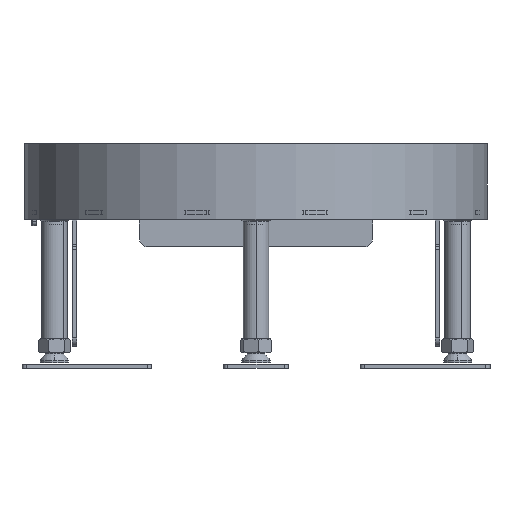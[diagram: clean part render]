
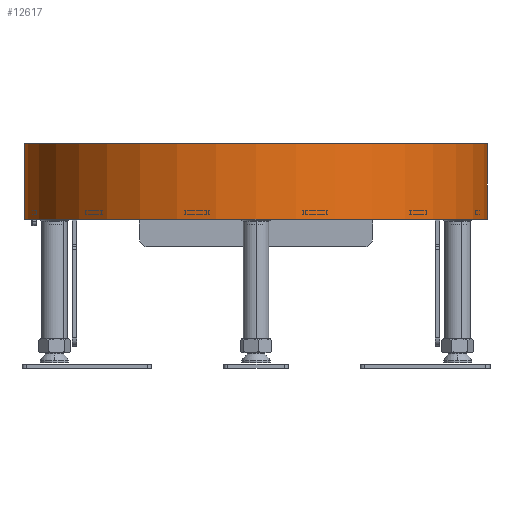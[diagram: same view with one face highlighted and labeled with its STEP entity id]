
A CAD part, left-side view. The second image highlights one B-rep face of the part: STEP entity #12617.
In plain terms, the highlighted cylindrical face has radius 107 mm (diameter 214 mm), a partial arc.
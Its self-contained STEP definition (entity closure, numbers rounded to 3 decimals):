
#11453=CARTESIAN_POINT('',(0.,0.,24.1));
#11454=DIRECTION('',(0.,0.,-1.));
#11455=DIRECTION('',(0.028,-1.,0.));
#11456=AXIS2_PLACEMENT_3D('',#11453,#11454,#11455);
#11479=CARTESIAN_POINT('',(0.,0.,21.1));
#11480=DIRECTION('',(0.,0.,-1.));
#11481=DIRECTION('',(0.063,-0.998,0.));
#11482=AXIS2_PLACEMENT_3D('',#11479,#11480,#11481);
#11505=CARTESIAN_POINT('',(0.,0.,31.9));
#11506=DIRECTION('',(0.,0.,1.));
#11507=DIRECTION('',(0.047,-0.999,0.));
#11508=AXIS2_PLACEMENT_3D('',#11505,#11506,#11507);
#11522=CARTESIAN_POINT('',(0.,0.,35.));
#11523=DIRECTION('',(0.,0.,1.));
#11524=DIRECTION('',(0.,1.,0.));
#11525=AXIS2_PLACEMENT_3D('',#11522,#11523,#11524);
#11527=DIRECTION('',(0.,0.,1.));
#11528=VECTOR('',#11527,5.1);
#11529=CARTESIAN_POINT('',(-0.051,-107.,29.9));
#11530=LINE('',#11529,#11528);
#11531=CARTESIAN_POINT('',(0.958,-106.996,28.9));
#11532=CARTESIAN_POINT('',(0.402,-107.001,
28.95));
#11533=CARTESIAN_POINT('',(0.066,-107.,
29.283));
#11534=CARTESIAN_POINT('',(-0.051,-107.,29.9));
#11536=CARTESIAN_POINT('',(3.985,-106.926,29.9));
#11537=CARTESIAN_POINT('',(3.935,-106.928,
29.35));
#11538=CARTESIAN_POINT('',(3.599,-106.941,
29.017));
#11539=CARTESIAN_POINT('',(2.976,-106.959,28.9));
#11541=DIRECTION('',(0.,0.,-1.));
#11542=VECTOR('',#11541,1.);
#11543=CARTESIAN_POINT('',(3.985,-106.926,30.9));
#11544=LINE('',#11543,#11542);
#11545=CARTESIAN_POINT('',(4.993,-106.883,31.9));
#11546=CARTESIAN_POINT('',(4.438,-106.909,
31.85));
#11547=CARTESIAN_POINT('',(4.102,-106.921,
31.517));
#11548=CARTESIAN_POINT('',(3.985,-106.926,30.9));
#11550=CARTESIAN_POINT('',(7.714,-106.722,30.9));
#11551=CARTESIAN_POINT('',(7.664,-106.725,
31.45));
#11552=CARTESIAN_POINT('',(7.328,-106.751,
31.783));
#11553=CARTESIAN_POINT('',(6.707,-106.79,31.9));
#11555=DIRECTION('',(0.,0.,1.));
#11556=VECTOR('',#11555,8.8);
#11557=CARTESIAN_POINT('',(7.714,-106.722,22.1));
#11558=LINE('',#11557,#11556);
#11559=CARTESIAN_POINT('',(6.707,-106.79,21.1));
#11560=CARTESIAN_POINT('',(7.261,-106.755,
21.15));
#11561=CARTESIAN_POINT('',(7.597,-106.73,
21.483));
#11562=CARTESIAN_POINT('',(7.714,-106.722,22.1));
#11564=CARTESIAN_POINT('',(3.985,-106.926,22.1));
#11565=CARTESIAN_POINT('',(4.035,-106.924,
21.55));
#11566=CARTESIAN_POINT('',(4.371,-106.912,
21.217));
#11567=CARTESIAN_POINT('',(4.993,-106.883,21.1));
#11569=DIRECTION('',(0.,0.,-1.));
#11570=VECTOR('',#11569,1.);
#11571=CARTESIAN_POINT('',(3.985,-106.926,23.1));
#11572=LINE('',#11571,#11570);
#11573=CARTESIAN_POINT('',(2.976,-106.959,24.1));
#11574=CARTESIAN_POINT('',(3.532,-106.943,
24.05));
#11575=CARTESIAN_POINT('',(3.868,-106.93,
23.717));
#11576=CARTESIAN_POINT('',(3.985,-106.926,23.1));
#11578=CARTESIAN_POINT('',(-0.051,-107.,23.1));
#11579=CARTESIAN_POINT('',(-0.001,-107.,
23.65));
#11580=CARTESIAN_POINT('',(0.336,-107.001,
23.983));
#11581=CARTESIAN_POINT('',(0.958,-106.996,24.1));
#11583=DIRECTION('',(0.,0.,1.));
#11584=VECTOR('',#11583,23.1);
#11585=CARTESIAN_POINT('',(-0.051,-107.,
0.));
#11586=LINE('',#11585,#11584);
#11587=CARTESIAN_POINT('',(0.,0.,0.));
#11588=DIRECTION('',(0.,0.,-1.));
#11589=DIRECTION('',(0.,-1.,0.));
#11590=AXIS2_PLACEMENT_3D('',#11587,#11588,#11589);
#11855=DIRECTION('',(0.,0.,1.));
#11856=VECTOR('',#11855,35.);
#11857=CARTESIAN_POINT('',(-0.05,107.,
0.));
#11858=LINE('',#11857,#11856);
#12063=CARTESIAN_POINT('',(0.,0.,28.9));
#12064=DIRECTION('',(0.,0.,1.));
#12065=DIRECTION('',(0.009,-1.,0.));
#12066=AXIS2_PLACEMENT_3D('',#12063,#12064,#12065);
#12076=VERTEX_POINT('',#11578);
#12077=VERTEX_POINT('',#11581);
#12078=VERTEX_POINT('',#11573);
#12079=VERTEX_POINT('',#11576);
#12080=CARTESIAN_POINT('',(3.985,-106.926,22.1));
#12081=VERTEX_POINT('',#12080);
#12082=VERTEX_POINT('',#11567);
#12083=CARTESIAN_POINT('',(-0.051,-107.,
0.));
#12084=VERTEX_POINT('',#12083);
#12085=VERTEX_POINT('',#11550);
#12086=VERTEX_POINT('',#11553);
#12087=CARTESIAN_POINT('',(6.707,-106.79,21.1));
#12088=VERTEX_POINT('',#12087);
#12089=CARTESIAN_POINT('',(7.714,-106.722,22.1));
#12090=VERTEX_POINT('',#12089);
#12091=CARTESIAN_POINT('',(3.985,-106.926,30.9));
#12092=CARTESIAN_POINT('',(3.985,-106.926,29.9));
#12093=VERTEX_POINT('',#12091);
#12094=VERTEX_POINT('',#12092);
#12095=CARTESIAN_POINT('',(0.958,-106.996,28.9));
#12096=CARTESIAN_POINT('',(2.976,-106.959,28.9));
#12097=VERTEX_POINT('',#12095);
#12098=VERTEX_POINT('',#12096);
#12099=VERTEX_POINT('',#11545);
#12100=CARTESIAN_POINT('',(-0.051,-107.,29.9));
#12101=CARTESIAN_POINT('',(-0.051,-107.,35.));
#12102=VERTEX_POINT('',#12100);
#12103=VERTEX_POINT('',#12101);
#12164=CARTESIAN_POINT('',(-0.05,107.,35.));
#12166=VERTEX_POINT('',#12164);
#12172=CARTESIAN_POINT('',(-0.05,107.,
0.));
#12174=VERTEX_POINT('',#12172);
#12585=CARTESIAN_POINT('',(0.,0.,359.97));
#12586=DIRECTION('',(0.,0.,-1.));
#12587=DIRECTION('',(-1.,0.,0.));
#12588=AXIS2_PLACEMENT_3D('',#12585,#12586,#12587);
#12589=CYLINDRICAL_SURFACE('',#12588,107.);
#12591=ORIENTED_EDGE('',*,*,#12590,.T.);
#12593=ORIENTED_EDGE('',*,*,#12592,.F.);
#12595=ORIENTED_EDGE('',*,*,#12594,.F.);
#12597=ORIENTED_EDGE('',*,*,#12596,.T.);
#12598=ORIENTED_EDGE('',*,*,#12575,.F.);
#12599=ORIENTED_EDGE('',*,*,#12545,.F.);
#12600=ORIENTED_EDGE('',*,*,#12530,.F.);
#12601=ORIENTED_EDGE('',*,*,#12495,.T.);
#12602=ORIENTED_EDGE('',*,*,#12480,.F.);
#12603=ORIENTED_EDGE('',*,*,#12445,.F.);
#12604=ORIENTED_EDGE('',*,*,#12430,.F.);
#12605=ORIENTED_EDGE('',*,*,#12395,.T.);
#12606=ORIENTED_EDGE('',*,*,#12380,.F.);
#12607=ORIENTED_EDGE('',*,*,#12345,.F.);
#12608=ORIENTED_EDGE('',*,*,#12330,.F.);
#12609=ORIENTED_EDGE('',*,*,#12295,.T.);
#12610=ORIENTED_EDGE('',*,*,#12280,.F.);
#12611=ORIENTED_EDGE('',*,*,#12245,.F.);
#12612=ORIENTED_EDGE('',*,*,#12230,.T.);
#12614=ORIENTED_EDGE('',*,*,#12613,.T.);
#12615=EDGE_LOOP('',(#12591,#12593,#12595,#12597,#12598,#12599,#12600,#12601,
#12602,#12603,#12604,#12605,#12606,#12607,#12608,#12609,#12610,#12611,#12612,
#12614));
#12616=FACE_OUTER_BOUND('',#12615,.F.);
#12617=ADVANCED_FACE('',(#12616),#12589,.T.);
#11457=CIRCLE('',#11456,107.);
#11483=CIRCLE('',#11482,107.);
#11509=CIRCLE('',#11508,107.);
#11526=CIRCLE('',#11525,107.);
#11535=B_SPLINE_CURVE_WITH_KNOTS('',3,(#11531,#11532,#11533,#11534),
.UNSPECIFIED.,.F.,.F.,(4,4),(0.,1.),.UNSPECIFIED.);
#11540=B_SPLINE_CURVE_WITH_KNOTS('',3,(#11536,#11537,#11538,#11539),
.UNSPECIFIED.,.F.,.F.,(4,4),(0.,1.),.UNSPECIFIED.);
#11549=B_SPLINE_CURVE_WITH_KNOTS('',3,(#11545,#11546,#11547,#11548),
.UNSPECIFIED.,.F.,.F.,(4,4),(0.,1.),.UNSPECIFIED.);
#11554=B_SPLINE_CURVE_WITH_KNOTS('',3,(#11550,#11551,#11552,#11553),
.UNSPECIFIED.,.F.,.F.,(4,4),(0.,1.),.UNSPECIFIED.);
#11563=B_SPLINE_CURVE_WITH_KNOTS('',3,(#11559,#11560,#11561,#11562),
.UNSPECIFIED.,.F.,.F.,(4,4),(0.,1.),.UNSPECIFIED.);
#11568=B_SPLINE_CURVE_WITH_KNOTS('',3,(#11564,#11565,#11566,#11567),
.UNSPECIFIED.,.F.,.F.,(4,4),(0.,1.),.UNSPECIFIED.);
#11577=B_SPLINE_CURVE_WITH_KNOTS('',3,(#11573,#11574,#11575,#11576),
.UNSPECIFIED.,.F.,.F.,(4,4),(0.,1.),.UNSPECIFIED.);
#11582=B_SPLINE_CURVE_WITH_KNOTS('',3,(#11578,#11579,#11580,#11581),
.UNSPECIFIED.,.F.,.F.,(4,4),(0.,1.),.UNSPECIFIED.);
#11591=CIRCLE('',#11590,107.);
#12067=CIRCLE('',#12066,107.);
#12230=EDGE_CURVE('',#12084,#12174,#11591,.T.);
#12245=EDGE_CURVE('',#12084,#12076,#11586,.T.);
#12280=EDGE_CURVE('',#12076,#12077,#11582,.T.);
#12295=EDGE_CURVE('',#12078,#12077,#11457,.T.);
#12330=EDGE_CURVE('',#12078,#12079,#11577,.T.);
#12345=EDGE_CURVE('',#12079,#12081,#11572,.T.);
#12380=EDGE_CURVE('',#12081,#12082,#11568,.T.);
#12395=EDGE_CURVE('',#12088,#12082,#11483,.T.);
#12430=EDGE_CURVE('',#12088,#12090,#11563,.T.);
#12445=EDGE_CURVE('',#12090,#12085,#11558,.T.);
#12480=EDGE_CURVE('',#12085,#12086,#11554,.T.);
#12495=EDGE_CURVE('',#12099,#12086,#11509,.T.);
#12530=EDGE_CURVE('',#12099,#12093,#11549,.T.);
#12545=EDGE_CURVE('',#12093,#12094,#11544,.T.);
#12575=EDGE_CURVE('',#12094,#12098,#11540,.T.);
#12590=EDGE_CURVE('',#12166,#12103,#11526,.T.);
#12592=EDGE_CURVE('',#12102,#12103,#11530,.T.);
#12594=EDGE_CURVE('',#12097,#12102,#11535,.T.);
#12596=EDGE_CURVE('',#12097,#12098,#12067,.T.);
#12613=EDGE_CURVE('',#12174,#12166,#11858,.T.);
